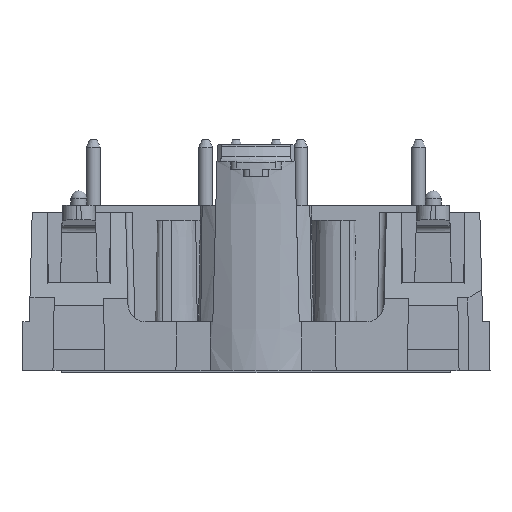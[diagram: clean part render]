
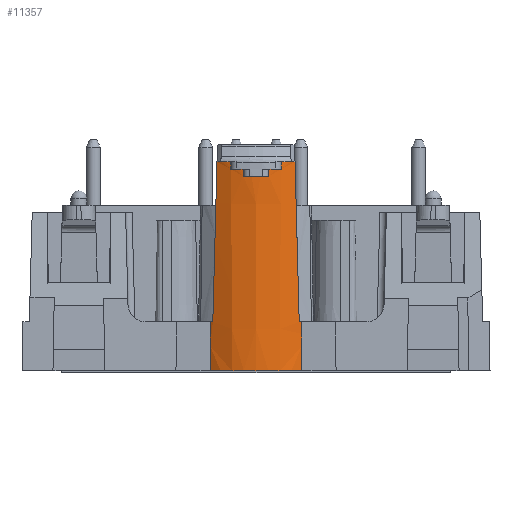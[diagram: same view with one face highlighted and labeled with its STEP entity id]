
A CAD part, left-side view. The second image highlights one B-rep face of the part: STEP entity #11357.
In plain terms, the highlighted conical face has half-angle 0.516 degrees and reference radius 5.5 mm.
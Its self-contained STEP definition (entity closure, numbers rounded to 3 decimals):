
#42=ELLIPSE('',#15459,283.039,6.957);
#43=ELLIPSE('',#15475,283.039,6.957);
#84=ELLIPSE('',#15653,248.172,3.71);
#85=ELLIPSE('',#15656,248.172,3.71);
#238=CONICAL_SURFACE('',#15654,5.5,0.009);
#354=CIRCLE('',#15461,5.6);
#355=CIRCLE('',#15464,5.595);
#356=CIRCLE('',#15467,5.591);
#357=CIRCLE('',#15470,5.595);
#358=CIRCLE('',#15473,5.6);
#405=CIRCLE('',#15636,5.5);
#407=CIRCLE('',#15639,5.5);
#411=CIRCLE('',#15655,5.469);
#759=B_SPLINE_CURVE_WITH_KNOTS('',3,(#22267,#22268,#22269,#22270),
 .UNSPECIFIED.,.F.,.F.,(4,4),(0.002,0.002),
 .UNSPECIFIED.);
#760=B_SPLINE_CURVE_WITH_KNOTS('',3,(#22278,#22279,#22280,#22281),
 .UNSPECIFIED.,.F.,.F.,(4,4),(0.002,0.003),
 .UNSPECIFIED.);
#761=B_SPLINE_CURVE_WITH_KNOTS('',3,(#22289,#22290,#22291,#22292),
 .UNSPECIFIED.,.F.,.F.,(4,4),(0.002,0.002),
 .UNSPECIFIED.);
#762=B_SPLINE_CURVE_WITH_KNOTS('',3,(#22300,#22301,#22302,#22303),
 .UNSPECIFIED.,.F.,.F.,(4,4),(0.002,0.002),
 .UNSPECIFIED.);
#2525=ORIENTED_EDGE('',*,*,#5061,.F.);
#2526=ORIENTED_EDGE('',*,*,#5062,.F.);
#2527=ORIENTED_EDGE('',*,*,#5037,.T.);
#2528=ORIENTED_EDGE('',*,*,#4852,.F.);
#2529=ORIENTED_EDGE('',*,*,#4850,.T.);
#2530=ORIENTED_EDGE('',*,*,#4848,.T.);
#2531=ORIENTED_EDGE('',*,*,#4846,.T.);
#2532=ORIENTED_EDGE('',*,*,#4844,.T.);
#2533=ORIENTED_EDGE('',*,*,#4842,.T.);
#2534=ORIENTED_EDGE('',*,*,#4840,.T.);
#2535=ORIENTED_EDGE('',*,*,#4838,.T.);
#2536=ORIENTED_EDGE('',*,*,#4836,.T.);
#2537=ORIENTED_EDGE('',*,*,#4834,.T.);
#2538=ORIENTED_EDGE('',*,*,#4832,.F.);
#2539=ORIENTED_EDGE('',*,*,#5035,.T.);
#2540=ORIENTED_EDGE('',*,*,#5059,.T.);
#4832=EDGE_CURVE('',#6284,#6285,#42,.F.);
#4834=EDGE_CURVE('',#6286,#6285,#354,.T.);
#4836=EDGE_CURVE('',#6287,#6286,#759,.T.);
#4838=EDGE_CURVE('',#6288,#6287,#355,.T.);
#4840=EDGE_CURVE('',#6289,#6288,#760,.T.);
#4842=EDGE_CURVE('',#6290,#6289,#356,.T.);
#4844=EDGE_CURVE('',#6291,#6290,#761,.T.);
#4846=EDGE_CURVE('',#6292,#6291,#357,.T.);
#4848=EDGE_CURVE('',#6293,#6292,#762,.T.);
#4850=EDGE_CURVE('',#6294,#6293,#358,.T.);
#4852=EDGE_CURVE('',#6294,#6295,#43,.F.);
#5035=EDGE_CURVE('',#6284,#6409,#405,.T.);
#5037=EDGE_CURVE('',#6410,#6295,#407,.T.);
#5059=EDGE_CURVE('',#6409,#6429,#84,.F.);
#5061=EDGE_CURVE('',#6430,#6429,#411,.F.);
#5062=EDGE_CURVE('',#6410,#6430,#85,.T.);
#6284=VERTEX_POINT('',#22258);
#6285=VERTEX_POINT('',#22260);
#6286=VERTEX_POINT('',#22264);
#6287=VERTEX_POINT('',#22271);
#6288=VERTEX_POINT('',#22275);
#6289=VERTEX_POINT('',#22282);
#6290=VERTEX_POINT('',#22286);
#6291=VERTEX_POINT('',#22293);
#6292=VERTEX_POINT('',#22297);
#6293=VERTEX_POINT('',#22304);
#6294=VERTEX_POINT('',#22308);
#6295=VERTEX_POINT('',#22312);
#6409=VERTEX_POINT('',#22684);
#6410=VERTEX_POINT('',#22688);
#6429=VERTEX_POINT('',#22737);
#6430=VERTEX_POINT('',#22742);
#9458=EDGE_LOOP('',(#2525,#2526,#2527,#2528,#2529,#2530,#2531,#2532,#2533,
#2534,#2535,#2536,#2537,#2538,#2539,#2540));
#10230=FACE_BOUND('',#9458,.T.);
#11357=ADVANCED_FACE('',(#10230),#238,.T.);
#15459=AXIS2_PLACEMENT_3D('',#22259,#17123,#17124);
#15461=AXIS2_PLACEMENT_3D('',#22263,#17128,#17129);
#15464=AXIS2_PLACEMENT_3D('',#22274,#17136,#17137);
#15467=AXIS2_PLACEMENT_3D('',#22285,#17144,#17145);
#15470=AXIS2_PLACEMENT_3D('',#22296,#17152,#17153);
#15473=AXIS2_PLACEMENT_3D('',#22307,#17160,#17161);
#15475=AXIS2_PLACEMENT_3D('',#22311,#17165,#17166);
#15636=AXIS2_PLACEMENT_3D('',#22685,#17585,#17586);
#15639=AXIS2_PLACEMENT_3D('',#22689,#17591,#17592);
#15653=AXIS2_PLACEMENT_3D('',#22738,#17635,#17636);
#15654=AXIS2_PLACEMENT_3D('',#22740,#17638,#17639);
#15655=AXIS2_PLACEMENT_3D('',#22741,#17640,#17641);
#15656=AXIS2_PLACEMENT_3D('',#22743,#17642,#17643);
#17123=DIRECTION('',(0.,-1.,-0.026));
#17124=DIRECTION('',(0.,-0.026,1.));
#17128=DIRECTION('',(0.,0.,-1.));
#17129=DIRECTION('',(-1.,0.,0.));
#17136=DIRECTION('',(0.,0.,-1.));
#17137=DIRECTION('',(-1.,0.,0.));
#17144=DIRECTION('',(0.,0.,-1.));
#17145=DIRECTION('',(-1.,0.,0.));
#17152=DIRECTION('',(0.,0.,-1.));
#17153=DIRECTION('',(-1.,0.,0.));
#17160=DIRECTION('',(0.,0.,-1.));
#17161=DIRECTION('',(-1.,0.,0.));
#17165=DIRECTION('',(0.,1.,-0.026));
#17166=DIRECTION('',(0.,0.026,1.));
#17585=DIRECTION('',(0.,0.,-1.));
#17586=DIRECTION('',(-1.,0.,0.));
#17591=DIRECTION('',(0.,0.,-1.));
#17592=DIRECTION('',(-1.,0.,0.));
#17635=DIRECTION('',(1.,0.,0.017));
#17636=DIRECTION('',(-0.017,0.,1.));
#17638=DIRECTION('',(0.,0.,1.));
#17639=DIRECTION('',(-1.,0.,0.));
#17640=DIRECTION('',(0.,0.,1.));
#17641=DIRECTION('',(1.,0.,0.));
#17642=DIRECTION('',(1.,0.,0.017));
#17643=DIRECTION('',(-0.017,0.,1.));
#22258=CARTESIAN_POINT('',(-32.11,3.,3.4));
#22259=CARTESIAN_POINT('',(-27.5,-2.549,215.309));
#22260=CARTESIAN_POINT('',(-32.401,2.709,14.5));
#22263=CARTESIAN_POINT('',(-27.5,0.,14.5));
#22264=CARTESIAN_POINT('',(-32.82,1.75,14.5));
#22267=CARTESIAN_POINT('',(-32.815,1.75,14.));
#22268=CARTESIAN_POINT('',(-32.816,1.75,14.167));
#22269=CARTESIAN_POINT('',(-32.818,1.75,14.333));
#22270=CARTESIAN_POINT('',(-32.82,1.75,14.5));
#22271=CARTESIAN_POINT('',(-32.815,1.75,14.));
#22274=CARTESIAN_POINT('',(-27.5,0.,14.));
#22275=CARTESIAN_POINT('',(-33.023,0.9,14.));
#22278=CARTESIAN_POINT('',(-33.018,0.9,13.5));
#22279=CARTESIAN_POINT('',(-33.02,0.9,13.667));
#22280=CARTESIAN_POINT('',(-33.021,0.9,13.833));
#22281=CARTESIAN_POINT('',(-33.023,0.9,14.));
#22282=CARTESIAN_POINT('',(-33.018,0.9,13.5));
#22285=CARTESIAN_POINT('',(-27.5,0.,13.5));
#22286=CARTESIAN_POINT('',(-33.018,-0.9,13.5));
#22289=CARTESIAN_POINT('',(-33.023,-0.9,14.));
#22290=CARTESIAN_POINT('',(-33.021,-0.9,13.833));
#22291=CARTESIAN_POINT('',(-33.02,-0.9,13.667));
#22292=CARTESIAN_POINT('',(-33.018,-0.9,13.5));
#22293=CARTESIAN_POINT('',(-33.023,-0.9,14.));
#22296=CARTESIAN_POINT('',(-27.5,0.,14.));
#22297=CARTESIAN_POINT('',(-32.815,-1.75,14.));
#22300=CARTESIAN_POINT('',(-32.82,-1.75,14.5));
#22301=CARTESIAN_POINT('',(-32.818,-1.75,14.333));
#22302=CARTESIAN_POINT('',(-32.816,-1.75,14.167));
#22303=CARTESIAN_POINT('',(-32.815,-1.75,14.));
#22304=CARTESIAN_POINT('',(-32.82,-1.75,14.5));
#22307=CARTESIAN_POINT('',(-27.5,0.,14.5));
#22308=CARTESIAN_POINT('',(-32.401,-2.709,14.5));
#22311=CARTESIAN_POINT('',(-27.5,2.549,215.309));
#22312=CARTESIAN_POINT('',(-32.11,-3.,3.4));
#22684=CARTESIAN_POINT('',(-32.,3.162,3.4));
#22685=CARTESIAN_POINT('',(-27.5,0.,3.4));
#22688=CARTESIAN_POINT('',(-32.,-3.162,3.4));
#22689=CARTESIAN_POINT('',(-27.5,0.,3.4));
#22737=CARTESIAN_POINT('',(-31.941,3.193,0.));
#22738=CARTESIAN_POINT('',(-29.735,0.,-126.336));
#22740=CARTESIAN_POINT('',(-27.5,0.,3.4));
#22741=CARTESIAN_POINT('',(-27.5,0.,0.));
#22742=CARTESIAN_POINT('',(-31.941,-3.193,0.));
#22743=CARTESIAN_POINT('',(-29.735,0.,-126.336));
